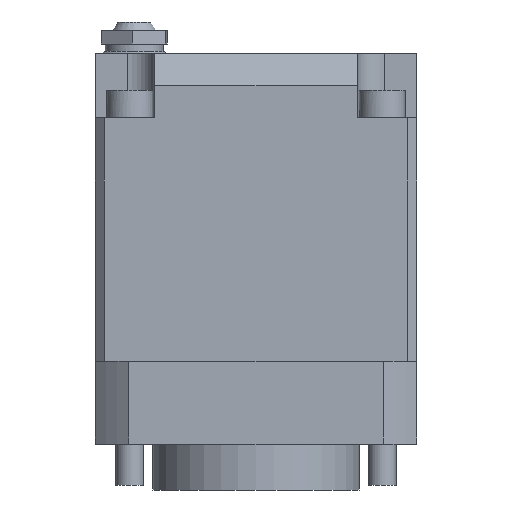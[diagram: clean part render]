
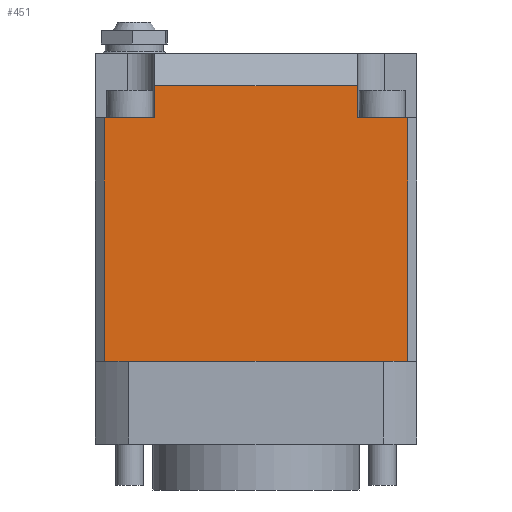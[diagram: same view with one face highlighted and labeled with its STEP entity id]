
A CAD part, left-side view. The second image highlights one B-rep face of the part: STEP entity #451.
In plain terms, the highlighted planar face has unit normal (-1, 0, 0).
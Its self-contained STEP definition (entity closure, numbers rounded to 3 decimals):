
#86=LINE('',#2022,#214);
#89=LINE('',#2028,#217);
#90=LINE('',#2031,#218);
#91=LINE('',#2033,#219);
#92=LINE('',#2035,#220);
#93=LINE('',#2036,#221);
#94=LINE('',#2038,#222);
#95=LINE('',#2040,#223);
#214=VECTOR('',#1623,1.);
#217=VECTOR('',#1628,1.);
#218=VECTOR('',#1629,1.);
#219=VECTOR('',#1630,1.);
#220=VECTOR('',#1631,1.);
#221=VECTOR('',#1632,1.);
#222=VECTOR('',#1633,1.);
#223=VECTOR('',#1634,1.);
#333=PLANE('',#1434);
#387=FACE_OUTER_BOUND('',#604,.T.);
#451=ADVANCED_FACE('',(#387),#333,.F.);
#604=EDGE_LOOP('',(#737,#738,#739,#740,#741,#742,#743,#744));
#737=ORIENTED_EDGE('',*,*,#1224,.T.);
#738=ORIENTED_EDGE('',*,*,#1225,.T.);
#739=ORIENTED_EDGE('',*,*,#1226,.T.);
#740=ORIENTED_EDGE('',*,*,#1227,.T.);
#741=ORIENTED_EDGE('',*,*,#1221,.F.);
#742=ORIENTED_EDGE('',*,*,#1228,.T.);
#743=ORIENTED_EDGE('',*,*,#1229,.T.);
#744=ORIENTED_EDGE('',*,*,#1230,.T.);
#1093=VERTEX_POINT('',#2021);
#1094=VERTEX_POINT('',#2023);
#1096=VERTEX_POINT('',#2029);
#1097=VERTEX_POINT('',#2030);
#1098=VERTEX_POINT('',#2032);
#1099=VERTEX_POINT('',#2034);
#1100=VERTEX_POINT('',#2037);
#1101=VERTEX_POINT('',#2039);
#1221=EDGE_CURVE('',#1093,#1094,#86,.T.);
#1224=EDGE_CURVE('',#1096,#1097,#89,.T.);
#1225=EDGE_CURVE('',#1097,#1098,#90,.T.);
#1226=EDGE_CURVE('',#1098,#1099,#91,.T.);
#1227=EDGE_CURVE('',#1099,#1094,#92,.T.);
#1228=EDGE_CURVE('',#1093,#1100,#93,.T.);
#1229=EDGE_CURVE('',#1100,#1101,#94,.T.);
#1230=EDGE_CURVE('',#1101,#1096,#95,.T.);
#1434=AXIS2_PLACEMENT_3D('',#2041,#1635,#1636);
#1623=DIRECTION('',(0.,1.,0.));
#1628=DIRECTION('',(0.,1.,0.));
#1629=DIRECTION('',(0.,0.,-1.));
#1630=DIRECTION('',(0.,1.,0.));
#1631=DIRECTION('',(0.,0.,-1.));
#1632=DIRECTION('',(0.,0.,1.));
#1633=DIRECTION('',(0.,1.,0.));
#1634=DIRECTION('',(0.,0.,1.));
#1635=DIRECTION('',(1.,0.,0.));
#1636=DIRECTION('',(0.,0.,1.));
#2021=CARTESIAN_POINT('',(-33.,-33.,18.));
#2022=CARTESIAN_POINT('',(-33.,-37.,18.));
#2023=CARTESIAN_POINT('',(-33.,33.,18.));
#2028=CARTESIAN_POINT('',(-33.,22.,78.));
#2029=CARTESIAN_POINT('',(-33.,-22.,78.));
#2030=CARTESIAN_POINT('',(-33.,22.,78.));
#2031=CARTESIAN_POINT('',(-33.,22.,88.));
#2032=CARTESIAN_POINT('',(-33.,22.,71.));
#2033=CARTESIAN_POINT('',(-33.,-37.,71.));
#2034=CARTESIAN_POINT('',(-33.,33.,71.));
#2035=CARTESIAN_POINT('',(-33.,33.,88.));
#2036=CARTESIAN_POINT('',(-33.,-33.,71.));
#2037=CARTESIAN_POINT('',(-33.,-33.,71.));
#2038=CARTESIAN_POINT('',(-33.,-37.,71.));
#2039=CARTESIAN_POINT('',(-33.,-22.,71.));
#2040=CARTESIAN_POINT('',(-33.,-22.,88.));
#2041=CARTESIAN_POINT('',(-33.,-37.,88.));
